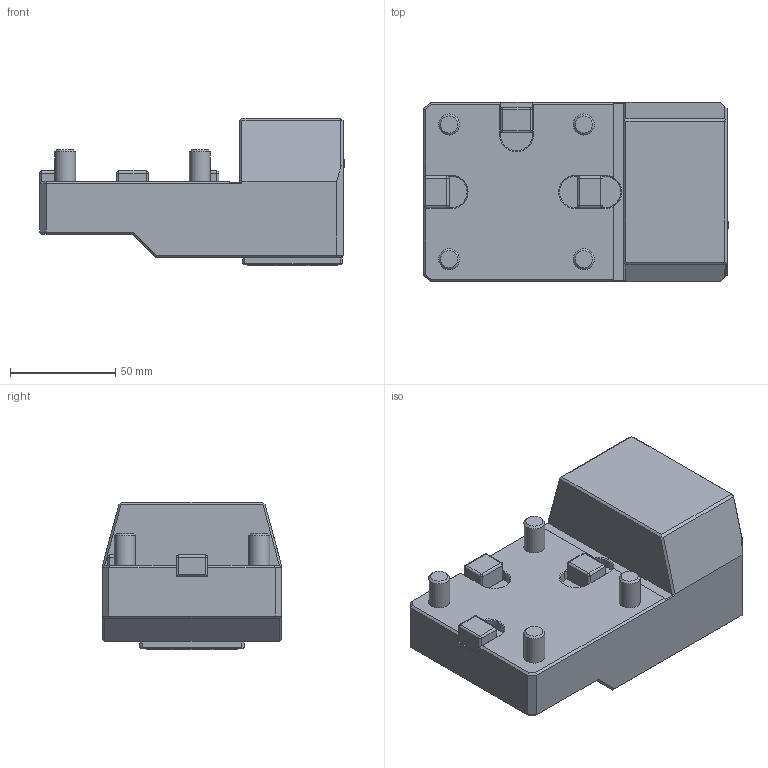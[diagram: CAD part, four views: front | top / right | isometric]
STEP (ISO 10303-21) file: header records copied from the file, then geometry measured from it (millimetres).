
FILE_DESCRIPTION(/* description */ (''),/* implementation_level */ '2;1');
FILE_NAME(/* name */ '1615981193995.stp',/* time_stamp */ '2021-03-17T12:40:01+01:00',/* author */ (''),/* organization */ ('SMS'),/* preprocessor_version */ 'ST-DEVELOPER v16.7',/* originating_system */ 'SIEMENS PLM Software NX 12.0',/* authorisation */ '');
FILE_SCHEMA (('AUTOMOTIVE_DESIGN { 1 0 10303 214 3 1 1 1 }'));
Length unit declared in the file: millimetre
Products named in the file (1): 203432560mod000_00
Bounding box: 144.53 x 85 x 69.99 mm (x, y, z)
Volume: 504780.9 mm3; surface area: 54300.8 mm2
Topology: 1 solids, 1 shells, 224 faces, 559 edges, 343 vertices
Faces by surface type: plane 140, cylinder 48, cone 17, sphere 17, bspline 1, torus 1
Full cylindrical faces by diameter (mm): 2.5 x1, 4.995 x3, 5.694 x1, 5.994 x1, 7.193 x4, 9.99 x4, 31.6 x1, 39.96 x1
Entity records: 6664 total; most frequent: CARTESIAN_POINT 1546, DIRECTION 1063, ORIENTED_EDGE 990, EDGE_CURVE 495, AXIS2_PLACEMENT_3D 360, LINE 343, VECTOR 343, VERTEX_POINT 320
